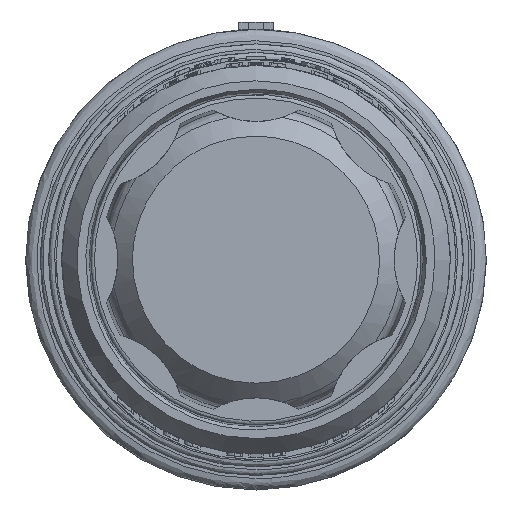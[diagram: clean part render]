
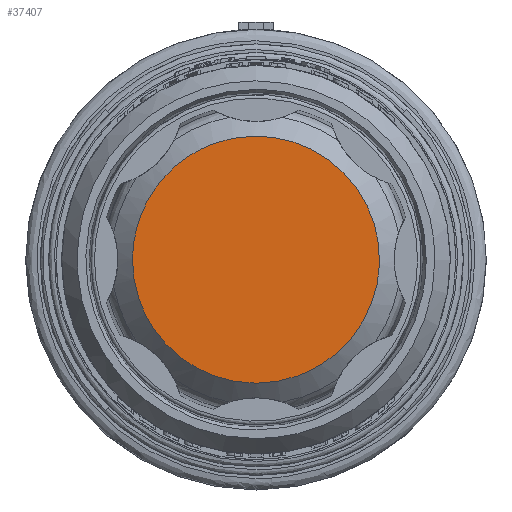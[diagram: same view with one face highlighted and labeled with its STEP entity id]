
A CAD part, left-side view. The second image highlights one B-rep face of the part: STEP entity #37407.
In plain terms, the highlighted planar face has unit normal (-1, 0, 0).
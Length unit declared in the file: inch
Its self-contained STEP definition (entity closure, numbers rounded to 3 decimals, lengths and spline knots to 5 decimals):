
#1576 = CARTESIAN_POINT ( 'NONE',  ( -3.38719, 0.25711, 0.62072 ) ) ;
#2786 = CARTESIAN_POINT ( 'NONE',  ( -3.38719, 0.63594, -0.21198 ) ) ;
#2973 = CARTESIAN_POINT ( 'NONE',  ( -3.38719, 0.47392, -0.47617 ) ) ;
#3394 = EDGE_LOOP ( 'NONE', ( #46159, #9588, #45647 ) ) ;
#3407 = CARTESIAN_POINT ( 'NONE',  ( -3.38719, -0.56653, -0.36099 ) ) ;
#3455 = AXIS2_PLACEMENT_3D ( 'NONE', #1576, #19848, #37037 ) ;
#3584 = CARTESIAN_POINT ( 'NONE',  ( -3.38719, -0.22927, -0.62991 ) ) ;
#3777 = CARTESIAN_POINT ( 'NONE',  ( -3.38719, -0.64491, 0.18804 ) ) ;
#3835 = VERTEX_POINT ( 'NONE', #8852 ) ;
#6679 = CARTESIAN_POINT ( 'NONE',  ( -3.38719, 0.22927, 0.62991 ) ) ;
#7039 = CARTESIAN_POINT ( 'NONE',  ( -3.38719, -0.22927, -0.62991 ) ) ;
#7641 = CARTESIAN_POINT ( 'NONE',  ( -3.38719, -0.66921, 0.05861 ) ) ;
#8211 = CARTESIAN_POINT ( 'NONE',  ( -3.38719, -0.62607, -0.24353 ) ) ;
#8852 = CARTESIAN_POINT ( 'NONE',  ( -3.38719, 0.22927, 0.62991 ) ) ;
#9588 = ORIENTED_EDGE ( 'NONE', *, *, #19456, .F. ) ;
#11654 = CARTESIAN_POINT ( 'NONE',  ( -3.38719, 0.44109, -0.50674 ) ) ;
#11687 = CARTESIAN_POINT ( 'NONE',  ( -3.38719, -0.11671, 0.66155 ) ) ;
#12029 = CARTESIAN_POINT ( 'NONE',  ( -3.38719, 0.55899, -0.37266 ) ) ;
#12069 = CARTESIAN_POINT ( 'NONE',  ( -3.38719, -0.6407, -0.20195 ) ) ;
#12254 = CARTESIAN_POINT ( 'NONE',  ( -3.38719, -0.58899, -0.32306 ) ) ;
#12438 = CARTESIAN_POINT ( 'NONE',  ( -3.38719, -0.65586, 0.14534 ) ) ;
#17713 = VERTEX_POINT ( 'NONE', #46261 ) ;
#19456 = EDGE_CURVE ( 'NONE', #3835, #48674, #39423, .T. ) ;
#19541 = B_SPLINE_CURVE_WITH_KNOTS ( 'NONE', 3,
 ( #51636, #55425, #43818, #21427, #39046, #48400, #38846, #39609, #30601, #52207 ),
 .UNSPECIFIED., .F., .F.,
 ( 4, 2, 2, 2, 4 ),
 ( 0., 0.25, 0.5, 0.75, 1. ),
 .UNSPECIFIED. ) ;
#19848 = DIRECTION ( 'NONE',  ( 1., 0., 0. ) ) ;
#20292 = CARTESIAN_POINT ( 'NONE',  ( -3.38719, 0.12274, -0.66051 ) ) ;
#21427 = CARTESIAN_POINT ( 'NONE',  ( -3.38719, 0.66343, 0.129 ) ) ;
#21439 = CARTESIAN_POINT ( 'NONE',  ( -3.38719, -0.66155, -0.11671 ) ) ;
#24649 = CARTESIAN_POINT ( 'NONE',  ( -3.38719, 0.33176, -0.58419 ) ) ;
#24886 = CARTESIAN_POINT ( 'NONE',  ( -3.38719, -0.32306, 0.58899 ) ) ;
#25451 = CARTESIAN_POINT ( 'NONE',  ( -3.38719, -0.2705, -0.6149 ) ) ;
#27318 = EDGE_CURVE ( 'NONE', #48674, #17713, #46057, .T. ) ;
#29075 = CARTESIAN_POINT ( 'NONE',  ( -3.38719, 0.07839, -0.66723 ) ) ;
#29314 = CARTESIAN_POINT ( 'NONE',  ( -3.38719, -0.46458, 0.48522 ) ) ;
#29688 = CARTESIAN_POINT ( 'NONE',  ( -3.38719, -0.51465, -0.43176 ) ) ;
#29834 = CARTESIAN_POINT ( 'NONE',  ( -3.38719, -0.01077, -0.67173 ) ) ;
#29877 = CARTESIAN_POINT ( 'NONE',  ( -3.38719, -0.31024, -0.59584 ) ) ;
#30601 = CARTESIAN_POINT ( 'NONE',  ( -3.38719, 0.31029, 0.60042 ) ) ;
#31854 = EDGE_CURVE ( 'NONE', #17713, #3835, #19541, .T. ) ;
#32751 = CARTESIAN_POINT ( 'NONE',  ( -3.38719, 0.01459, 0.67161 ) ) ;
#33474 = CARTESIAN_POINT ( 'NONE',  ( -3.38719, 0.20924, -0.63841 ) ) ;
#33511 = CARTESIAN_POINT ( 'NONE',  ( -3.38719, 0.05861, 0.66921 ) ) ;
#34082 = CARTESIAN_POINT ( 'NONE',  ( -3.38719, -0.42052, -0.52386 ) ) ;
#34254 = CARTESIAN_POINT ( 'NONE',  ( -3.38719, -0.38526, -0.55032 ) ) ;
#35012 = CARTESIAN_POINT ( 'NONE',  ( -3.38719, -0.22927, -0.62991 ) ) ;
#37037 = DIRECTION ( 'NONE',  ( 0., 1., 0. ) ) ;
#37150 = CARTESIAN_POINT ( 'NONE',  ( -3.38719, -0.52386, 0.42052 ) ) ;
#37407 = ADVANCED_FACE ( 'F', ( #51567 ), #46244, .F. ) ;
#37717 = CARTESIAN_POINT ( 'NONE',  ( -3.38719, 0.14534, 0.65586 ) ) ;
#38256 = CARTESIAN_POINT ( 'NONE',  ( -3.38719, 0.53287, -0.40913 ) ) ;
#38297 = CARTESIAN_POINT ( 'NONE',  ( -3.38719, -0.67161, 0.01459 ) ) ;
#38846 = CARTESIAN_POINT ( 'NONE',  ( -3.38719, 0.51345, 0.43949 ) ) ;
#39046 = CARTESIAN_POINT ( 'NONE',  ( -3.38719, 0.64111, 0.21393 ) ) ;
#39423 = B_SPLINE_CURVE_WITH_KNOTS ( 'NONE', 3,
 ( #6679, #50891, #37717, #33511, #32751, #42179, #11687, #42359, #46711, #24886, #55441, #54875, #29314, #37150, #50333, #54690, #42920, #3777, #12438, #7641, #38297, #47472, #21439, #12069, #8211, #12254, #3407, #29688, #43273, #34082, #34254, #29877, #25451, #3584 ),
 .UNSPECIFIED., .F., .F.,
 ( 4, 2, 2, 2, 2, 2, 2, 2, 2, 2, 2, 2, 2, 2, 2, 2, 4 ),
 ( 0., 0.0625, 0.125, 0.1875, 0.25, 0.3125, 0.375, 0.4375, 0.5, 0.5625, 0.625, 0.6875, 0.75, 0.8125, 0.875, 0.9375, 1. ),
 .UNSPECIFIED. ) ;
#39609 = CARTESIAN_POINT ( 'NONE',  ( -3.38719, 0.38552, 0.55512 ) ) ;
#42179 = CARTESIAN_POINT ( 'NONE',  ( -3.38719, -0.07307, 0.66778 ) ) ;
#42321 = CARTESIAN_POINT ( 'NONE',  ( -3.38719, 0.62182, -0.25432 ) ) ;
#42359 = CARTESIAN_POINT ( 'NONE',  ( -3.38719, -0.20195, 0.6407 ) ) ;
#42691 = CARTESIAN_POINT ( 'NONE',  ( -3.38719, 0.25137, -0.62302 ) ) ;
#42881 = CARTESIAN_POINT ( 'NONE',  ( -3.38719, 0.37001, -0.56075 ) ) ;
#42920 = CARTESIAN_POINT ( 'NONE',  ( -3.38719, -0.6149, 0.2705 ) ) ;
#43273 = CARTESIAN_POINT ( 'NONE',  ( -3.38719, -0.48522, -0.46458 ) ) ;
#43818 = CARTESIAN_POINT ( 'NONE',  ( -3.38719, 0.67448, -0.04309 ) ) ;
#45647 = ORIENTED_EDGE ( 'NONE', *, *, #31854, .F. ) ;
#46057 = B_SPLINE_CURVE_WITH_KNOTS ( 'NONE', 3,
 ( #7039, #55596, #46490, #55966, #29834, #29075, #20292, #33474, #42691, #24649, #42881, #11654, #2973, #38256, #12029, #55211, #42321, #2786 ),
 .UNSPECIFIED., .F., .F.,
 ( 4, 2, 2, 2, 2, 2, 2, 2, 4 ),
 ( 0., 0.125, 0.25, 0.375, 0.5, 0.625, 0.75, 0.875, 1. ),
 .UNSPECIFIED. ) ;
#46159 = ORIENTED_EDGE ( 'NONE', *, *, #27318, .F. ) ;
#46244 = PLANE ( 'NONE',  #3455 ) ;
#46261 = CARTESIAN_POINT ( 'NONE',  ( -3.38719, 0.63594, -0.21198 ) ) ;
#46490 = CARTESIAN_POINT ( 'NONE',  ( -3.38719, -0.14385, -0.65624 ) ) ;
#46711 = CARTESIAN_POINT ( 'NONE',  ( -3.38719, -0.24353, 0.62607 ) ) ;
#47472 = CARTESIAN_POINT ( 'NONE',  ( -3.38719, -0.66778, -0.07307 ) ) ;
#48400 = CARTESIAN_POINT ( 'NONE',  ( -3.38719, 0.5661, 0.3692 ) ) ;
#48674 = VERTEX_POINT ( 'NONE', #35012 ) ;
#50333 = CARTESIAN_POINT ( 'NONE',  ( -3.38719, -0.55032, 0.38526 ) ) ;
#50891 = CARTESIAN_POINT ( 'NONE',  ( -3.38719, 0.18804, 0.64491 ) ) ;
#51567 = FACE_OUTER_BOUND ( 'NONE', #3394, .T. ) ;
#51636 = CARTESIAN_POINT ( 'NONE',  ( -3.38719, 0.63594, -0.21198 ) ) ;
#52207 = CARTESIAN_POINT ( 'NONE',  ( -3.38719, 0.22927, 0.62991 ) ) ;
#54690 = CARTESIAN_POINT ( 'NONE',  ( -3.38719, -0.59584, 0.31024 ) ) ;
#54875 = CARTESIAN_POINT ( 'NONE',  ( -3.38719, -0.43176, 0.51465 ) ) ;
#55211 = CARTESIAN_POINT ( 'NONE',  ( -3.38719, 0.60346, -0.29525 ) ) ;
#55425 = CARTESIAN_POINT ( 'NONE',  ( -3.38719, 0.6632, -0.13018 ) ) ;
#55441 = CARTESIAN_POINT ( 'NONE',  ( -3.38719, -0.36099, 0.56653 ) ) ;
#55596 = CARTESIAN_POINT ( 'NONE',  ( -3.38719, -0.18732, -0.64518 ) ) ;
#55966 = CARTESIAN_POINT ( 'NONE',  ( -3.38719, -0.05557, -0.66952 ) ) ;
